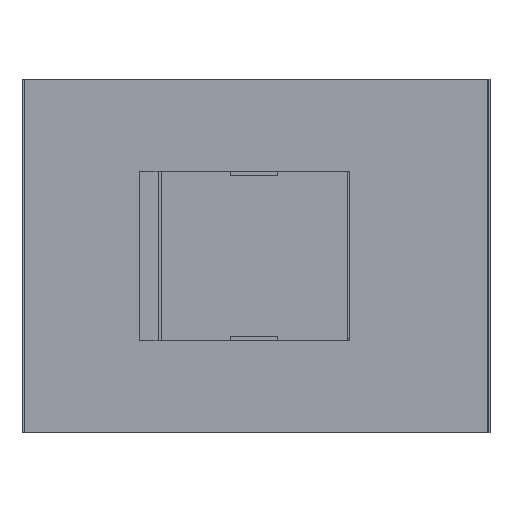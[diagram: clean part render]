
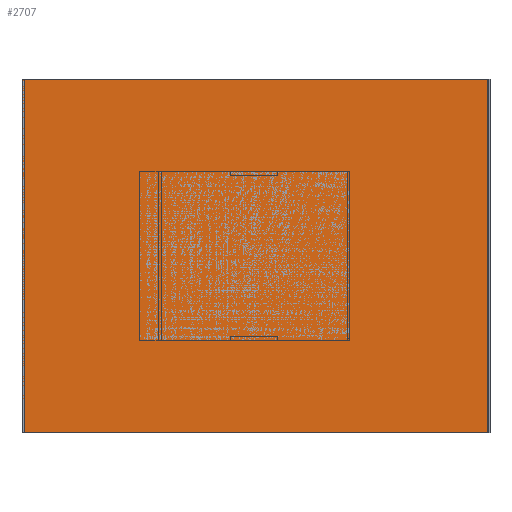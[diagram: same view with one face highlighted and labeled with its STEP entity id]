
A CAD part, front view. The second image highlights one B-rep face of the part: STEP entity #2707.
In plain terms, the highlighted planar face has unit normal (0, -1, 0).
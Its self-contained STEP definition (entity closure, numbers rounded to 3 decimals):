
#169=FACE_OUTER_BOUND('',#347,.T.);
#347=EDGE_LOOP('',(#1852,#1853,#1854,#1855));
#561=LINE('',#3965,#886);
#563=LINE('',#3969,#888);
#564=LINE('',#3971,#889);
#565=LINE('',#3972,#890);
#886=VECTOR('',#3188,10.);
#888=VECTOR('',#3192,10.);
#889=VECTOR('',#3193,10.);
#890=VECTOR('',#3194,10.);
#1203=VERTEX_POINT('',#3962);
#1204=VERTEX_POINT('',#3964);
#1205=VERTEX_POINT('',#3968);
#1206=VERTEX_POINT('',#3970);
#1457=EDGE_CURVE('',#1204,#1203,#561,.T.);
#1459=EDGE_CURVE('',#1203,#1205,#563,.T.);
#1460=EDGE_CURVE('',#1205,#1206,#564,.T.);
#1461=EDGE_CURVE('',#1206,#1204,#565,.T.);
#1852=ORIENTED_EDGE('',*,*,#1459,.T.);
#1853=ORIENTED_EDGE('',*,*,#1460,.T.);
#1854=ORIENTED_EDGE('',*,*,#1461,.T.);
#1855=ORIENTED_EDGE('',*,*,#1457,.T.);
#2551=PLANE('',#2925);
#2707=ADVANCED_FACE('',(#169),#2551,.F.);
#2925=AXIS2_PLACEMENT_3D('',#3967,#3190,#3191);
#3188=DIRECTION('',(1.,0.,0.));
#3190=DIRECTION('center_axis',(0.,1.,0.));
#3191=DIRECTION('ref_axis',(0.,0.,1.));
#3192=DIRECTION('',(0.,0.,1.));
#3193=DIRECTION('',(-1.,0.,0.));
#3194=DIRECTION('',(0.,0.,-1.));
#3962=CARTESIAN_POINT('',(199.,0.,0.));
#3964=CARTESIAN_POINT('',(1.,0.,0.));
#3965=CARTESIAN_POINT('',(100.,0.,0.));
#3967=CARTESIAN_POINT('Origin',(100.,0.,75.));
#3968=CARTESIAN_POINT('',(199.,0.,150.));
#3969=CARTESIAN_POINT('',(199.,0.,75.));
#3970=CARTESIAN_POINT('',(1.,0.,150.));
#3971=CARTESIAN_POINT('',(100.,0.,150.));
#3972=CARTESIAN_POINT('',(1.,0.,75.));
